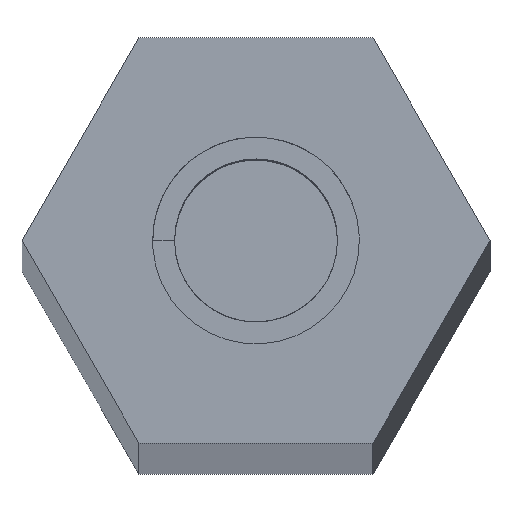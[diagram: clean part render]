
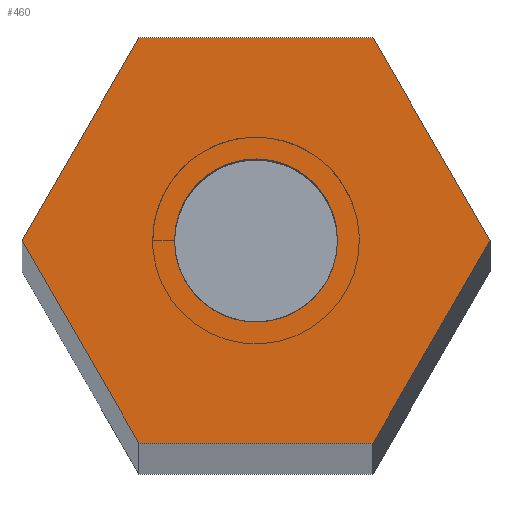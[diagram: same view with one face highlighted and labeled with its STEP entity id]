
A CAD part, top view. The second image highlights one B-rep face of the part: STEP entity #460.
In plain terms, the highlighted planar face has unit normal (0, 0, 1).
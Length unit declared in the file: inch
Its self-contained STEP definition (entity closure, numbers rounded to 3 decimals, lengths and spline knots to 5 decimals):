
#336 = CARTESIAN_POINT ( 'NONE',  ( -0.14434, 0.25, 11. ) ) ;
#454 = VERTEX_POINT ( 'NONE', #1168 ) ;
#460 = ADVANCED_FACE ( 'NONE', ( #1062, #6126 ), #5022, .T. ) ;
#519 = CARTESIAN_POINT ( 'NONE',  ( 0., 0., 11. ) ) ;
#543 = ORIENTED_EDGE ( 'NONE', *, *, #7029, .T. ) ;
#545 = CARTESIAN_POINT ( 'NONE',  ( -0.28868, 0., 11. ) ) ;
#563 = EDGE_LOOP ( 'NONE', ( #5605, #2482 ) ) ;
#579 = DIRECTION ( 'NONE',  ( 0.5, -0.866, 0. ) ) ;
#673 = CARTESIAN_POINT ( 'NONE',  ( -0.1005, 0., 11. ) ) ;
#705 = VECTOR ( 'NONE', #2623, 39.37008 ) ;
#839 = DIRECTION ( 'NONE',  ( 1., 0., 0. ) ) ;
#861 = EDGE_CURVE ( 'NONE', #2905, #7203, #7091, .T. ) ;
#864 = ORIENTED_EDGE ( 'NONE', *, *, #2427, .T. ) ;
#969 = DIRECTION ( 'NONE',  ( -1., 0., 0. ) ) ;
#1057 = CIRCLE ( 'NONE', #5158, 0.1005 ) ;
#1062 = FACE_BOUND ( 'NONE', #563, .T. ) ;
#1168 = CARTESIAN_POINT ( 'NONE',  ( -0.14434, -0.25, 11. ) ) ;
#1357 = CARTESIAN_POINT ( 'NONE',  ( 0., 0., 11. ) ) ;
#1475 = VERTEX_POINT ( 'NONE', #4155 ) ;
#1488 = CARTESIAN_POINT ( 'NONE',  ( 0.28868, 0., 11. ) ) ;
#1530 = AXIS2_PLACEMENT_3D ( 'NONE', #1357, #2495, #4731 ) ;
#1632 = EDGE_CURVE ( 'NONE', #454, #1659, #1944, .T. ) ;
#1659 = VERTEX_POINT ( 'NONE', #2529 ) ;
#1686 = DIRECTION ( 'NONE',  ( 0., 0., 1. ) ) ;
#1891 = CARTESIAN_POINT ( 'NONE',  ( 0.14434, 0.25, 11. ) ) ;
#1927 = CARTESIAN_POINT ( 'NONE',  ( 0.14434, -0.25, 11. ) ) ;
#1944 = LINE ( 'NONE', #4179, #7017 ) ;
#1971 = LINE ( 'NONE', #1488, #6788 ) ;
#2190 = CARTESIAN_POINT ( 'NONE',  ( 0.28868, 0., 11. ) ) ;
#2233 = VECTOR ( 'NONE', #969, 39.37008 ) ;
#2247 = CIRCLE ( 'NONE', #1530, 0.1005 ) ;
#2322 = ORIENTED_EDGE ( 'NONE', *, *, #1632, .T. ) ;
#2427 = EDGE_CURVE ( 'NONE', #3247, #2905, #1971, .T. ) ;
#2465 = CARTESIAN_POINT ( 'NONE',  ( -0.14434, 0.25, 11. ) ) ;
#2482 = ORIENTED_EDGE ( 'NONE', *, *, #6074, .F. ) ;
#2495 = DIRECTION ( 'NONE',  ( 0., 0., 1. ) ) ;
#2529 = CARTESIAN_POINT ( 'NONE',  ( 0.14434, -0.25, 11. ) ) ;
#2561 = EDGE_CURVE ( 'NONE', #5450, #1475, #1057, .T. ) ;
#2623 = DIRECTION ( 'NONE',  ( 0.5, 0.866, 0. ) ) ;
#2658 = EDGE_CURVE ( 'NONE', #5295, #454, #3296, .T. ) ;
#2710 = VECTOR ( 'NONE', #5835, 39.37008 ) ;
#2905 = VERTEX_POINT ( 'NONE', #1891 ) ;
#3052 = EDGE_CURVE ( 'NONE', #1659, #3247, #7092, .T. ) ;
#3247 = VERTEX_POINT ( 'NONE', #2190 ) ;
#3296 = LINE ( 'NONE', #545, #4094 ) ;
#3391 = AXIS2_PLACEMENT_3D ( 'NONE', #519, #1686, #5460 ) ;
#3406 = CARTESIAN_POINT ( 'NONE',  ( 0., 0., 11. ) ) ;
#4016 = CARTESIAN_POINT ( 'NONE',  ( -0.28868, 0., 11. ) ) ;
#4094 = VECTOR ( 'NONE', #579, 39.37008 ) ;
#4155 = CARTESIAN_POINT ( 'NONE',  ( 0.1005, 0., 11. ) ) ;
#4179 = CARTESIAN_POINT ( 'NONE',  ( -0.14434, -0.25, 11. ) ) ;
#4427 = ORIENTED_EDGE ( 'NONE', *, *, #2658, .T. ) ;
#4731 = DIRECTION ( 'NONE',  ( 1., 0., 0. ) ) ;
#5022 = PLANE ( 'NONE',  #3391 ) ;
#5158 = AXIS2_PLACEMENT_3D ( 'NONE', #3406, #6119, #6044 ) ;
#5295 = VERTEX_POINT ( 'NONE', #4016 ) ;
#5306 = DIRECTION ( 'NONE',  ( -0.5, 0.866, 0. ) ) ;
#5354 = LINE ( 'NONE', #336, #2710 ) ;
#5450 = VERTEX_POINT ( 'NONE', #673 ) ;
#5460 = DIRECTION ( 'NONE',  ( 1., 0., 0. ) ) ;
#5605 = ORIENTED_EDGE ( 'NONE', *, *, #2561, .F. ) ;
#5835 = DIRECTION ( 'NONE',  ( -0.5, -0.866, 0. ) ) ;
#6044 = DIRECTION ( 'NONE',  ( 1., 0., 0. ) ) ;
#6074 = EDGE_CURVE ( 'NONE', #1475, #5450, #2247, .T. ) ;
#6119 = DIRECTION ( 'NONE',  ( 0., 0., 1. ) ) ;
#6126 = FACE_OUTER_BOUND ( 'NONE', #6334, .T. ) ;
#6208 = ORIENTED_EDGE ( 'NONE', *, *, #3052, .T. ) ;
#6282 = ORIENTED_EDGE ( 'NONE', *, *, #861, .T. ) ;
#6334 = EDGE_LOOP ( 'NONE', ( #2322, #6208, #864, #6282, #543, #4427 ) ) ;
#6788 = VECTOR ( 'NONE', #5306, 39.37008 ) ;
#7017 = VECTOR ( 'NONE', #839, 39.37008 ) ;
#7029 = EDGE_CURVE ( 'NONE', #7203, #5295, #5354, .T. ) ;
#7091 = LINE ( 'NONE', #7168, #2233 ) ;
#7092 = LINE ( 'NONE', #1927, #705 ) ;
#7168 = CARTESIAN_POINT ( 'NONE',  ( 0.14434, 0.25, 11. ) ) ;
#7203 = VERTEX_POINT ( 'NONE', #2465 ) ;
